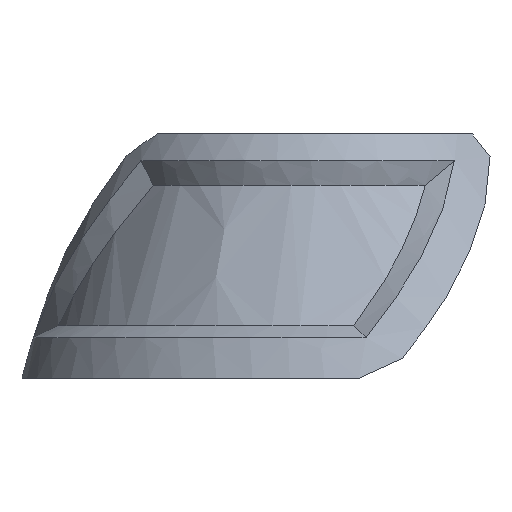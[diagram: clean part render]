
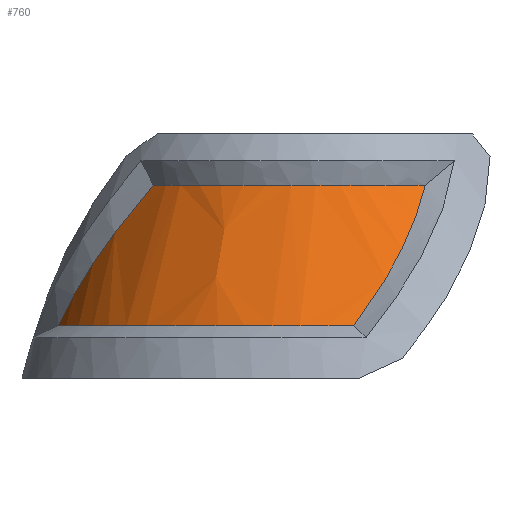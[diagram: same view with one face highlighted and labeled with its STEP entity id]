
A CAD part, left-side view. The second image highlights one B-rep face of the part: STEP entity #760.
In plain terms, the highlighted free-form (B-spline) face has degree [3, 2] with [4, 5] control points.
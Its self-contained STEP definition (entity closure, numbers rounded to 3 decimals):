
#16=(
BOUNDED_SURFACE()
B_SPLINE_SURFACE(3,2,((#2216,#2217,#2218,#2219,#2220),(#2221,#2222,#2223,
#2224,#2225),(#2226,#2227,#2228,#2229,#2230),(#2231,#2232,#2233,#2234,#2235)),
 .UNSPECIFIED.,.F.,.F.,.F.)
B_SPLINE_SURFACE_WITH_KNOTS((4,4),(3,2,3),(0.319,0.523),
(1.266,2.704,4.141),.UNSPECIFIED.)
GEOMETRIC_REPRESENTATION_ITEM()
RATIONAL_B_SPLINE_SURFACE(((1.,0.753,1.,0.753,1.),
(1.,0.753,1.,0.753,1.),(1.,0.753,1.,
0.753,1.),(1.,0.753,1.,0.753,1.)))
REPRESENTATION_ITEM('')
SURFACE()
);
#91=FACE_OUTER_BOUND('',#137,.T.);
#137=EDGE_LOOP('',(#667,#668,#669,#670));
#242=B_SPLINE_CURVE_WITH_KNOTS('',3,(#2036,#2037,#2038,#2039,#2040,#2041,
#2042),.UNSPECIFIED.,.F.,.F.,(4,1,1,1,4),(1.082,2.145,
3.646,5.147,5.798),.UNSPECIFIED.);
#246=B_SPLINE_CURVE_WITH_KNOTS('',3,(#2103,#2104,#2105,#2106,#2107,#2108),
 .UNSPECIFIED.,.F.,.F.,(4,1,1,4),(0.119,1.477,1.842,
2.22),.UNSPECIFIED.);
#249=B_SPLINE_CURVE_WITH_KNOTS('',3,(#2158,#2159,#2160,#2161,#2162,#2163,
#2164),.UNSPECIFIED.,.F.,.F.,(4,1,1,1,4),(0.622,1.36,
2.414,3.468,3.89),.UNSPECIFIED.);
#253=B_SPLINE_CURVE_WITH_KNOTS('',3,(#2211,#2212,#2213,#2214,#2215),
 .UNSPECIFIED.,.F.,.F.,(4,1,4),(0.432,1.817,2.51),
 .UNSPECIFIED.);
#322=VERTEX_POINT('',#2034);
#323=VERTEX_POINT('',#2035);
#326=VERTEX_POINT('',#2102);
#328=VERTEX_POINT('',#2157);
#437=EDGE_CURVE('',#322,#323,#242,.T.);
#441=EDGE_CURVE('',#323,#326,#246,.T.);
#444=EDGE_CURVE('',#326,#328,#249,.T.);
#448=EDGE_CURVE('',#328,#322,#253,.T.);
#667=ORIENTED_EDGE('',*,*,#437,.T.);
#668=ORIENTED_EDGE('',*,*,#441,.T.);
#669=ORIENTED_EDGE('',*,*,#444,.T.);
#670=ORIENTED_EDGE('',*,*,#448,.T.);
#760=ADVANCED_FACE('',(#91),#16,.T.);
#2034=CARTESIAN_POINT('',(-3.825,29.186,68.568));
#2035=CARTESIAN_POINT('',(-29.207,-3.656,68.568));
#2036=CARTESIAN_POINT('Ctrl Pts',(-3.825,29.182,68.568));
#2037=CARTESIAN_POINT('Ctrl Pts',(-7.254,28.729,68.568));
#2038=CARTESIAN_POINT('Ctrl Pts',(-15.344,26.186,68.568));
#2039=CARTESIAN_POINT('Ctrl Pts',(-25.494,17.065,68.568));
#2040=CARTESIAN_POINT('Ctrl Pts',(-29.594,5.514,68.568));
#2041=CARTESIAN_POINT('Ctrl Pts',(-29.471,-1.55,68.568));
#2042=CARTESIAN_POINT('Ctrl Pts',(-29.207,-3.656,68.568));
#2102=CARTESIAN_POINT('',(-19.864,-11.591,84.217));
#2103=CARTESIAN_POINT('Ctrl Pts',(-29.207,-3.656,68.568));
#2104=CARTESIAN_POINT('Ctrl Pts',(-27.768,-6.146,71.91));
#2105=CARTESIAN_POINT('Ctrl Pts',(-25.339,-8.802,76.171));
#2106=CARTESIAN_POINT('Ctrl Pts',(-21.789,-10.867,81.473));
#2107=CARTESIAN_POINT('Ctrl Pts',(-20.514,-11.383,83.298));
#2108=CARTESIAN_POINT('Ctrl Pts',(-19.865,-11.592,84.217));
#2157=CARTESIAN_POINT('',(-13.441,18.662,84.217));
#2158=CARTESIAN_POINT('Ctrl Pts',(-19.862,-11.59,84.217));
#2159=CARTESIAN_POINT('Ctrl Pts',(-21.147,-9.383,84.217));
#2160=CARTESIAN_POINT('Ctrl Pts',(-23.383,-3.503,84.217));
#2161=CARTESIAN_POINT('Ctrl Pts',(-22.952,6.61,84.217));
#2162=CARTESIAN_POINT('Ctrl Pts',(-18.487,14.437,84.217));
#2163=CARTESIAN_POINT('Ctrl Pts',(-14.625,17.81,84.217));
#2164=CARTESIAN_POINT('Ctrl Pts',(-13.442,18.663,84.217));
#2211=CARTESIAN_POINT('Ctrl Pts',(-13.441,18.662,84.217));
#2212=CARTESIAN_POINT('Ctrl Pts',(-12.265,21.657,80.701));
#2213=CARTESIAN_POINT('Ctrl Pts',(-9.318,25.671,75.43));
#2214=CARTESIAN_POINT('Ctrl Pts',(-5.268,28.421,70.28));
#2215=CARTESIAN_POINT('Ctrl Pts',(-3.826,29.186,68.568));
#2216=CARTESIAN_POINT('Ctrl Pts',(6.137,19.519,89.018));
#2217=CARTESIAN_POINT('Ctrl Pts',(-10.94,24.889,89.018));
#2218=CARTESIAN_POINT('Ctrl Pts',(-18.531,8.677,89.018));
#2219=CARTESIAN_POINT('Ctrl Pts',(-26.122,-7.535,89.018));
#2220=CARTESIAN_POINT('Ctrl Pts',(-11.062,-17.213,89.018));
#2221=CARTESIAN_POINT('Ctrl Pts',(7.434,23.642,81.349));
#2222=CARTESIAN_POINT('Ctrl Pts',(-13.25,30.145,81.349));
#2223=CARTESIAN_POINT('Ctrl Pts',(-22.444,10.509,81.349));
#2224=CARTESIAN_POINT('Ctrl Pts',(-31.638,-9.127,81.349));
#2225=CARTESIAN_POINT('Ctrl Pts',(-13.399,-20.849,81.349));
#2226=CARTESIAN_POINT('Ctrl Pts',(8.61,27.382,71.934));
#2227=CARTESIAN_POINT('Ctrl Pts',(-15.346,34.914,71.934));
#2228=CARTESIAN_POINT('Ctrl Pts',(-25.995,12.172,71.934));
#2229=CARTESIAN_POINT('Ctrl Pts',(-36.644,-10.57,71.934));
#2230=CARTESIAN_POINT('Ctrl Pts',(-15.518,-24.147,71.934));
#2231=CARTESIAN_POINT('Ctrl Pts',(9.417,29.949,62.137));
#2232=CARTESIAN_POINT('Ctrl Pts',(-16.785,38.187,62.137));
#2233=CARTESIAN_POINT('Ctrl Pts',(-28.432,13.313,62.137));
#2234=CARTESIAN_POINT('Ctrl Pts',(-40.079,-11.561,62.137));
#2235=CARTESIAN_POINT('Ctrl Pts',(-16.973,-26.41,62.137));
